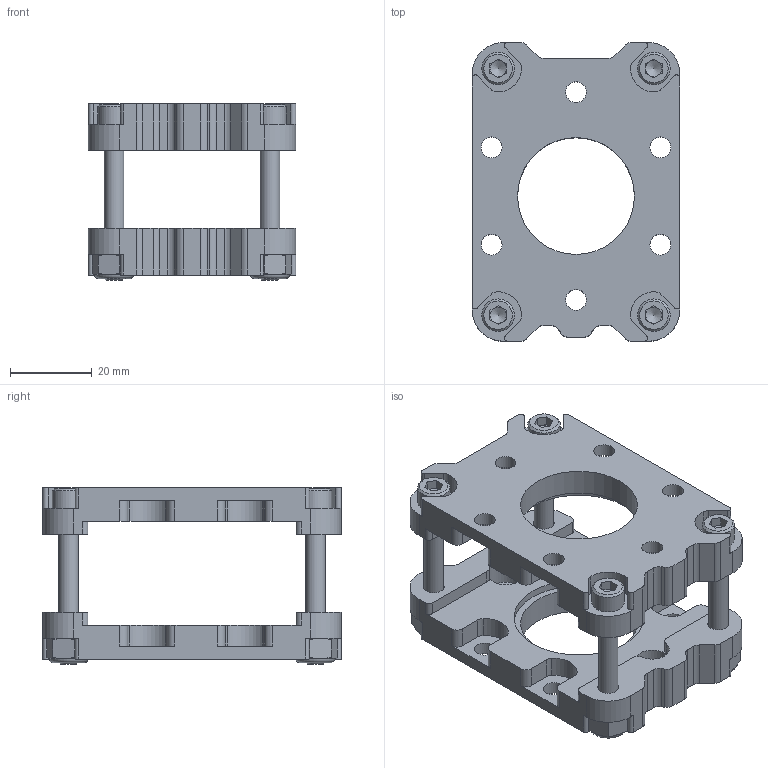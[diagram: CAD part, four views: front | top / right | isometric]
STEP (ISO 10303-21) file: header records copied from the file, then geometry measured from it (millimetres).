
FILE_DESCRIPTION (( 'STEP AP214' ), '1' );
FILE_NAME ('am-4576 WCD Bearing Block Kit.STEP', '2022-01-05T23:34:16', ( '' ), ( '' ), 'SwSTEP 2.0', 'SolidWorks 2021', '' );
FILE_SCHEMA (( 'AUTOMOTIVE_DESIGN' ));
Length unit declared in the file: inch
Products named in the file (4): am-4576 WCD Bearing Block Kit; 10-32 Nylock Nut 1_90631A411; 10-32x1500_shcs_HX-SHCS 0.19-32x1.375x1-C; am-4560 WCD 1.125 Bearing Block REV2
Assembly tree (10 placements, depth 2):
  am-4576 WCD Bearing Block Kit
    am-4560 WCD 1.125 Bearing Block REV2  x2
    10-32x1500_shcs_HX-SHCS 0.19-32x1.375x1-C  x4
    10-32 Nylock Nut 1_90631A411  x4
Bounding box: 50.8 x 73.03 x 43.18 mm (x, y, z)
Volume: 46654.5 mm3; surface area: 26597 mm2
Topology: 14 solids, 14 shells, 582 faces, 1508 edges, 968 vertices
Faces by surface type: cylinder 228, plane 210, cone 128, torus 16
Full cylindrical faces by diameter (mm): 4.091 x4, 4.178 x20, 4.826 x24, 5.105 x20, 5.816 x4, 7.937 x4, 8.255 x4, 28.575 x2, 31.75 x2
Entity records: 7256 total; most frequent: CARTESIAN_POINT 1947, DIRECTION 1104, ORIENTED_EDGE 992, EDGE_CURVE 496, AXIS2_PLACEMENT_3D 435, VERTEX_POINT 344, EDGE_LOOP 286, FACE_OUTER_BOUND 242
